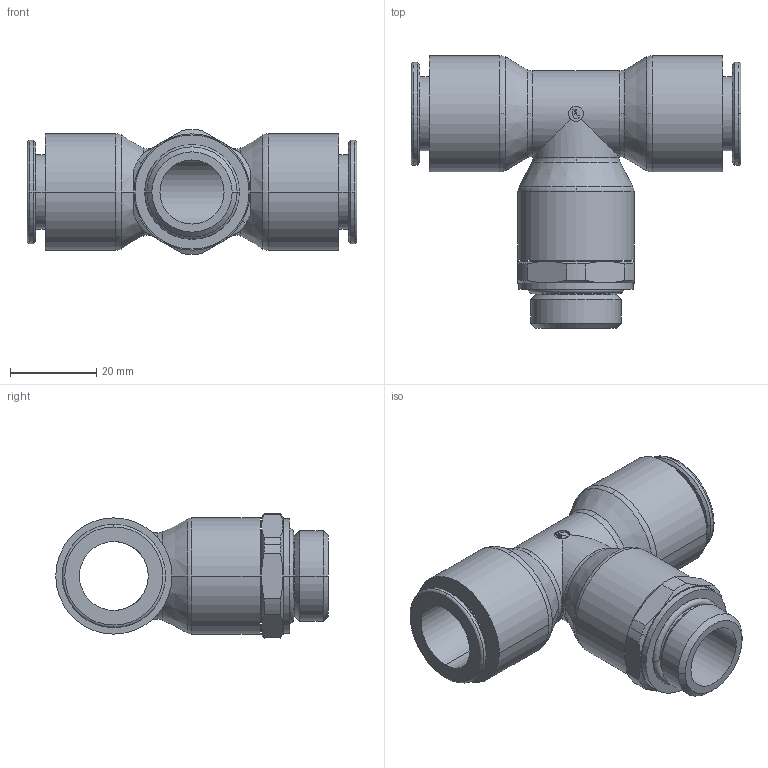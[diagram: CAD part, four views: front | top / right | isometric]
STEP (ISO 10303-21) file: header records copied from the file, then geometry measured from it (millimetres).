
FILE_DESCRIPTION(('STEP AP214'),'1');
FILE_NAME('3198_16_21.stp','2016-07-07T15:00:04',('TraceParts'),('TraceParts S.A.'),'Spatial InterOp 3D',' ',' ');
FILE_SCHEMA(('automotive_design'));
Length unit declared in the file: millimetre
Products named in the file (1): 1
Bounding box: 76.6 x 63.3 x 28.96 mm (x, y, z)
Volume: 30986.4 mm3; surface area: 17250.3 mm2
Topology: 1 solids, 1 shells, 134 faces, 331 edges, 210 vertices
Faces by surface type: cylinder 49, plane 35, cone 30, torus 20
Entity records: 4159 total; most frequent: CARTESIAN_POINT 862, DIRECTION 764, ORIENTED_EDGE 662, EDGE_CURVE 331, AXIS2_PLACEMENT_3D 326, VERTEX_POINT 210, CIRCLE 183, EDGE_LOOP 149
